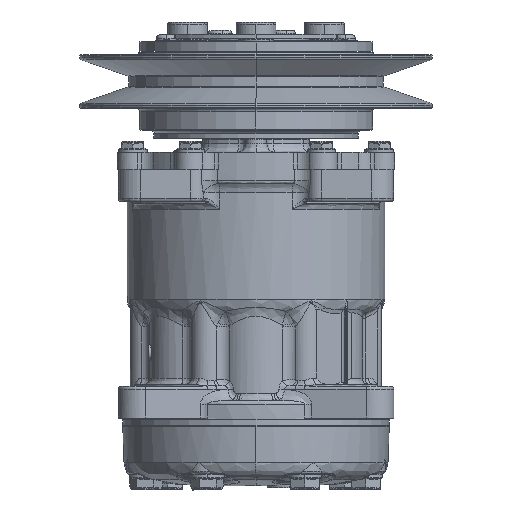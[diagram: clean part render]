
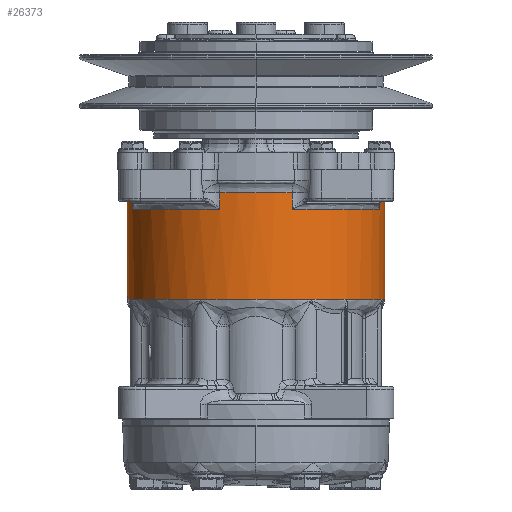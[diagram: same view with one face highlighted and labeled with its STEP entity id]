
A CAD part, front view. The second image highlights one B-rep face of the part: STEP entity #26373.
In plain terms, the highlighted cylindrical face has radius 58 mm (diameter 116 mm), a partial arc.
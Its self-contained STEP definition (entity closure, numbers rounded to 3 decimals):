
#9359 = VERTEX_POINT ( 'NONE', #59192 ) ;
#9361 = EDGE_CURVE ( 'NONE', #9362, #9359, #59190, .T. ) ;
#9362 = VERTEX_POINT ( 'NONE', #59301 ) ;
#9440 = EDGE_CURVE ( 'NONE', #9442, #9444, #60170, .T. ) ;
#9442 = VERTEX_POINT ( 'NONE', #60308 ) ;
#9444 = VERTEX_POINT ( 'NONE', #60306 ) ;
#9516 = VERTEX_POINT ( 'NONE', #60621 ) ;
#11563 = EDGE_CURVE ( 'NONE', #9442, #9359, #91671, .T. ) ;
#11590 = VERTEX_POINT ( 'NONE', #92501 ) ;
#11595 = EDGE_CURVE ( 'NONE', #9516, #11590, #92493, .T. ) ;
#12276 = VERTEX_POINT ( 'NONE', #96213 ) ;
#12404 = EDGE_CURVE ( 'NONE', #12276, #9362, #97052, .T. ) ;
#22053 = VERTEX_POINT ( 'NONE', #110206 ) ;
#22125 = VERTEX_POINT ( 'NONE', #110567 ) ;
#24239 = EDGE_CURVE ( 'NONE', #22125, #127247, #117340, .T. ) ;
#24270 = EDGE_CURVE ( 'NONE', #127247, #12276, #117490, .T. ) ;
#24289 = EDGE_CURVE ( 'NONE', #9444, #9516, #117541, .T. ) ;
#24347 = EDGE_CURVE ( 'NONE', #127807, #127281, #117733, .T. ) ;
#24355 = EDGE_CURVE ( 'NONE', #127315, #22053, #117722, .T. ) ;
#24375 = EDGE_CURVE ( 'NONE', #127281, #127315, #117699, .T. ) ;
#24882 = EDGE_CURVE ( 'NONE', #11590, #127807, #120384, .T. ) ;
#25063 = EDGE_CURVE ( 'NONE', #22053, #22125, #120878, .T. ) ;
#26373 = ADVANCED_FACE ( 'NONE', ( #125958 ), #125956, .T. ) ;
#26376 = EDGE_LOOP ( 'NONE', ( #26379, #26381, #26382, #26383, #26384, #26386, #26388, #26484, #26486, #26487, #26488, #26489, #26491 ) ) ;
#26379 = ORIENTED_EDGE ( 'NONE', *, *, #11563, .F. ) ;
#26381 = ORIENTED_EDGE ( 'NONE', *, *, #9440, .T. ) ;
#26382 = ORIENTED_EDGE ( 'NONE', *, *, #24289, .T. ) ;
#26383 = ORIENTED_EDGE ( 'NONE', *, *, #11595, .T. ) ;
#26384 = ORIENTED_EDGE ( 'NONE', *, *, #24882, .T. ) ;
#26386 = ORIENTED_EDGE ( 'NONE', *, *, #24347, .T. ) ;
#26388 = ORIENTED_EDGE ( 'NONE', *, *, #24375, .T. ) ;
#26484 = ORIENTED_EDGE ( 'NONE', *, *, #24355, .T. ) ;
#26486 = ORIENTED_EDGE ( 'NONE', *, *, #25063, .T. ) ;
#26487 = ORIENTED_EDGE ( 'NONE', *, *, #24239, .T. ) ;
#26488 = ORIENTED_EDGE ( 'NONE', *, *, #24270, .T. ) ;
#26489 = ORIENTED_EDGE ( 'NONE', *, *, #12404, .T. ) ;
#26491 = ORIENTED_EDGE ( 'NONE', *, *, #9361, .T. ) ;
#59188 = CARTESIAN_POINT ( 'NONE',  ( -0.018, -2.544, 45.424 ) ) ;
#59189 = AXIS2_PLACEMENT_3D ( 'NONE', #59188, #59305, #59303 ) ;
#59190 = CIRCLE ( 'NONE', #59189, 58. ) ;
#59192 = CARTESIAN_POINT ( 'NONE',  ( -58.018, -2.544, 45.424 ) ) ;
#59301 = CARTESIAN_POINT ( 'NONE',  ( -55.668, -18.889, 45.424 ) ) ;
#59303 = DIRECTION ( 'NONE',  ( 1., 0., 0. ) ) ;
#59305 = DIRECTION ( 'NONE',  ( 0., 0., -1. ) ) ;
#60166 = CARTESIAN_POINT ( 'NONE',  ( -0.018, -2.544, -2.498 ) ) ;
#60168 = AXIS2_PLACEMENT_3D ( 'NONE', #60166, #60312, #60310 ) ;
#60170 = CIRCLE ( 'NONE', #60168, 58. ) ;
#60306 = CARTESIAN_POINT ( 'NONE',  ( 40.994, -43.556, -2.498 ) ) ;
#60308 = CARTESIAN_POINT ( 'NONE',  ( -58.018, -2.544, -2.498 ) ) ;
#60310 = DIRECTION ( 'NONE',  ( 1., 0., 0. ) ) ;
#60312 = DIRECTION ( 'NONE',  ( 0., 0., 1. ) ) ;
#60621 = CARTESIAN_POINT ( 'NONE',  ( 57.982, -2.544, -2.498 ) ) ;
#70694 = CARTESIAN_POINT ( 'NONE',  ( -16.363, -58.194, 38.002 ) ) ;
#70887 = CARTESIAN_POINT ( 'NONE',  ( 55.631, -18.889, 38.002 ) ) ;
#71017 = CARTESIAN_POINT ( 'NONE',  ( 16.327, -58.194, 38.002 ) ) ;
#72023 = CARTESIAN_POINT ( 'NONE',  ( 55.631, -18.889, 45.424 ) ) ;
#91663 = DIRECTION ( 'NONE',  ( 0., 0., 1. ) ) ;
#91664 = VECTOR ( 'NONE', #91663, 1000. ) ;
#91669 = CARTESIAN_POINT ( 'NONE',  ( -58.018, -2.544, 57.002 ) ) ;
#91671 = LINE ( 'NONE', #91669, #91664 ) ;
#92487 = DIRECTION ( 'NONE',  ( 0., 0., 1. ) ) ;
#92488 = VECTOR ( 'NONE', #92487, 1000. ) ;
#92491 = CARTESIAN_POINT ( 'NONE',  ( 57.982, -2.544, 57.002 ) ) ;
#92493 = LINE ( 'NONE', #92491, #92488 ) ;
#92501 = CARTESIAN_POINT ( 'NONE',  ( 57.982, -2.544, 45.424 ) ) ;
#96213 = CARTESIAN_POINT ( 'NONE',  ( -55.668, -18.889, 38.002 ) ) ;
#97034 = DIRECTION ( 'NONE',  ( 0., 0., 1. ) ) ;
#97035 = VECTOR ( 'NONE', #97034, 1000. ) ;
#97036 = CARTESIAN_POINT ( 'NONE',  ( -55.668, -18.889, 57.002 ) ) ;
#97052 = LINE ( 'NONE', #97036, #97035 ) ;
#110206 = CARTESIAN_POINT ( 'NONE',  ( 16.327, -58.194, 45.424 ) ) ;
#110567 = CARTESIAN_POINT ( 'NONE',  ( -16.363, -58.194, 45.424 ) ) ;
#117335 = DIRECTION ( 'NONE',  ( 0., 0., -1. ) ) ;
#117337 = VECTOR ( 'NONE', #117335, 1000. ) ;
#117339 = CARTESIAN_POINT ( 'NONE',  ( -16.363, -58.194, 41.002 ) ) ;
#117340 = LINE ( 'NONE', #117339, #117337 ) ;
#117484 = DIRECTION ( 'NONE',  ( 1., 0., 0. ) ) ;
#117486 = DIRECTION ( 'NONE',  ( 0., 0., -1. ) ) ;
#117488 = CARTESIAN_POINT ( 'NONE',  ( -0.018, -2.544, 38.002 ) ) ;
#117489 = AXIS2_PLACEMENT_3D ( 'NONE', #117488, #117486, #117484 ) ;
#117490 = CIRCLE ( 'NONE', #117489, 58. ) ;
#117520 = DIRECTION ( 'NONE',  ( 1., 0., 0. ) ) ;
#117522 = DIRECTION ( 'NONE',  ( 0., 0., 1. ) ) ;
#117538 = CARTESIAN_POINT ( 'NONE',  ( -0.018, -2.544, -2.498 ) ) ;
#117540 = AXIS2_PLACEMENT_3D ( 'NONE', #117538, #117522, #117520 ) ;
#117541 = CIRCLE ( 'NONE', #117540, 58. ) ;
#117690 = DIRECTION ( 'NONE',  ( 1., 0., 0. ) ) ;
#117692 = DIRECTION ( 'NONE',  ( 0., 0., -1. ) ) ;
#117693 = CARTESIAN_POINT ( 'NONE',  ( -0.018, -2.544, 38.002 ) ) ;
#117695 = AXIS2_PLACEMENT_3D ( 'NONE', #117693, #117692, #117690 ) ;
#117699 = CIRCLE ( 'NONE', #117695, 58. ) ;
#117716 = DIRECTION ( 'NONE',  ( 0., 0., 1. ) ) ;
#117718 = VECTOR ( 'NONE', #117716, 1000. ) ;
#117720 = CARTESIAN_POINT ( 'NONE',  ( 16.327, -58.194, 41.002 ) ) ;
#117722 = LINE ( 'NONE', #117720, #117718 ) ;
#117727 = DIRECTION ( 'NONE',  ( 0., 0., -1. ) ) ;
#117728 = VECTOR ( 'NONE', #117727, 1000. ) ;
#117730 = CARTESIAN_POINT ( 'NONE',  ( 55.631, -18.889, 41.002 ) ) ;
#117733 = LINE ( 'NONE', #117730, #117728 ) ;
#120378 = DIRECTION ( 'NONE',  ( 1., 0., 0. ) ) ;
#120379 = DIRECTION ( 'NONE',  ( 0., 0., -1. ) ) ;
#120380 = CARTESIAN_POINT ( 'NONE',  ( -0.018, -2.544, 45.424 ) ) ;
#120382 = AXIS2_PLACEMENT_3D ( 'NONE', #120380, #120379, #120378 ) ;
#120384 = CIRCLE ( 'NONE', #120382, 58. ) ;
#120872 = DIRECTION ( 'NONE',  ( 1., 0., 0. ) ) ;
#120873 = DIRECTION ( 'NONE',  ( 0., 0., -1. ) ) ;
#120875 = CARTESIAN_POINT ( 'NONE',  ( -0.018, -2.544, 45.424 ) ) ;
#120877 = AXIS2_PLACEMENT_3D ( 'NONE', #120875, #120873, #120872 ) ;
#120878 = CIRCLE ( 'NONE', #120877, 58. ) ;
#125944 = DIRECTION ( 'NONE',  ( 1., 0., 0. ) ) ;
#125946 = DIRECTION ( 'NONE',  ( 0., 0., 1. ) ) ;
#125947 = CARTESIAN_POINT ( 'NONE',  ( -0.018, -2.544, 57.002 ) ) ;
#125949 = AXIS2_PLACEMENT_3D ( 'NONE', #125947, #125946, #125944 ) ;
#125956 = CYLINDRICAL_SURFACE ( 'NONE', #125949, 58. ) ;
#125958 = FACE_OUTER_BOUND ( 'NONE', #26376, .T. ) ;
#127247 = VERTEX_POINT ( 'NONE', #70694 ) ;
#127281 = VERTEX_POINT ( 'NONE', #70887 ) ;
#127315 = VERTEX_POINT ( 'NONE', #71017 ) ;
#127807 = VERTEX_POINT ( 'NONE', #72023 ) ;
